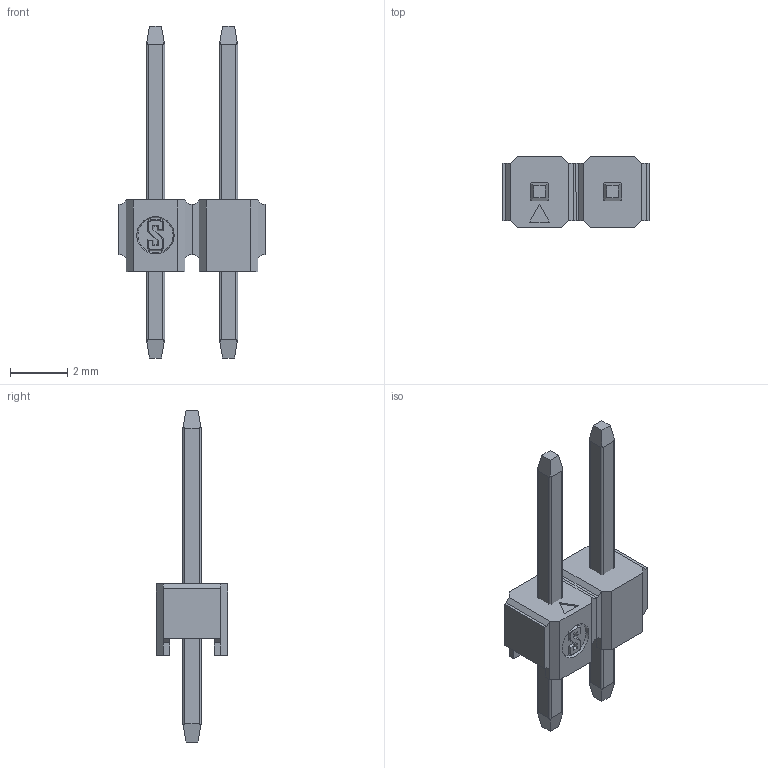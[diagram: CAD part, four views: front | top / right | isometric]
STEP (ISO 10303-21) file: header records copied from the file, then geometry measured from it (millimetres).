
FILE_DESCRIPTION (( 'STEP AP214' ), '1' );
FILE_NAME ('DS1021_black_1x02p_100mil_Type1_rev1.0.STEP', '2023-09-02T22:08:31', ( '' ), ( '' ), 'SwSTEP 2.0', 'SolidWorks 2023', '' );
FILE_SCHEMA (( 'AUTOMOTIVE_DESIGN' ));
Length unit declared in the file: millimetre
Products named in the file (1): DS1021_black_1x02p_100mil_Type1_rev1.0
Bounding box: 5.08 x 2.5 x 11.55 mm (x, y, z)
Volume: 33.7 mm3; surface area: 127.6 mm2
Topology: 4 solids, 4 shells, 126 faces, 329 edges, 214 vertices
Faces by surface type: plane 110, cylinder 8, bspline 6, cone 2
Entity records: 4605 total; most frequent: CARTESIAN_POINT 1178, ORIENTED_EDGE 658, DIRECTION 519, EDGE_CURVE 329, LINE 269, VECTOR 269, VERTEX_POINT 214, EDGE_LOOP 129
